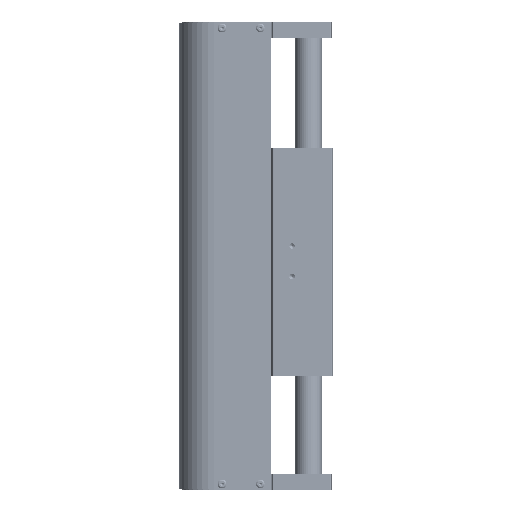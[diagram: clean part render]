
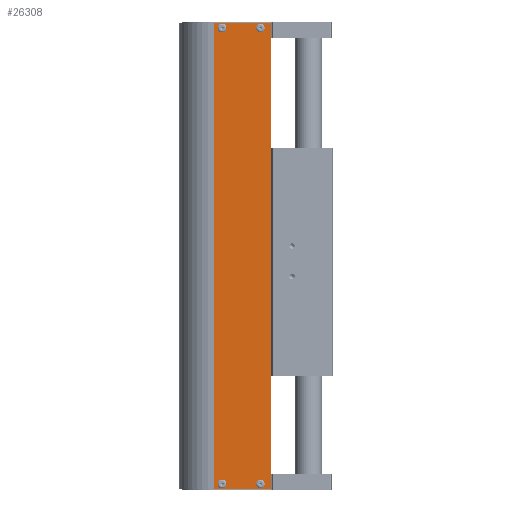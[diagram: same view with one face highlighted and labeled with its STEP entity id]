
A CAD part, left-side view. The second image highlights one B-rep face of the part: STEP entity #26308.
In plain terms, the highlighted face is planar.
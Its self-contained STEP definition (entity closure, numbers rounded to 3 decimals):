
#4831 = AXIS2_PLACEMENT_3D ( 'NONE', #140046, #166081, #42947 ) ;
#6454 = FACE_BOUND ( 'NONE', #176248, .T. ) ;
#8473 = ORIENTED_EDGE ( 'NONE', *, *, #78550, .F. ) ;
#9019 = CARTESIAN_POINT ( 'NONE',  ( 32., -51.5, 427. ) ) ;
#10355 = LINE ( 'NONE', #106219, #62943 ) ;
#16365 = VERTEX_POINT ( 'NONE', #48996 ) ;
#16553 = ORIENTED_EDGE ( 'NONE', *, *, #176408, .T. ) ;
#18340 = CIRCLE ( 'NONE', #32705, 2.4 ) ;
#22829 = DIRECTION ( 'NONE',  ( 0., 1., 0. ) ) ;
#24770 = AXIS2_PLACEMENT_3D ( 'NONE', #94367, #37797, #92584 ) ;
#25671 = EDGE_LOOP ( 'NONE', ( #143109 ) ) ;
#26308 = ADVANCED_FACE ( 'NONE', ( #108710, #30615, #73622, #6454, #58393 ), #99690, .F. ) ;
#30615 = FACE_BOUND ( 'NONE', #25671, .T. ) ;
#31738 = DIRECTION ( 'NONE',  ( -1., 0., 0. ) ) ;
#32045 = VERTEX_POINT ( 'NONE', #169487 ) ;
#32705 = AXIS2_PLACEMENT_3D ( 'NONE', #136577, #46457, #130069 ) ;
#36063 = CARTESIAN_POINT ( 'NONE',  ( 32., -42., 422. ) ) ;
#36205 = EDGE_LOOP ( 'NONE', ( #95137 ) ) ;
#37797 = DIRECTION ( 'NONE',  ( 1., 0., 0. ) ) ;
#38006 = DIRECTION ( 'NONE',  ( 0., 0., -1. ) ) ;
#40707 = LINE ( 'NONE', #85498, #150911 ) ;
#42947 = DIRECTION ( 'NONE',  ( 0., 0., -1. ) ) ;
#43968 = CARTESIAN_POINT ( 'NONE',  ( 32., -7., 2.6 ) ) ;
#46457 = DIRECTION ( 'NONE',  ( 1., 0., 0. ) ) ;
#47560 = CIRCLE ( 'NONE', #4831, 2.4 ) ;
#48996 = CARTESIAN_POINT ( 'NONE',  ( 32., -51.5, 0. ) ) ;
#52570 = ORIENTED_EDGE ( 'NONE', *, *, #130050, .F. ) ;
#53335 = CIRCLE ( 'NONE', #24770, 2.4 ) ;
#53417 = VECTOR ( 'NONE', #22829, 1000. ) ;
#58393 = FACE_BOUND ( 'NONE', #169871, .T. ) ;
#58927 = VERTEX_POINT ( 'NONE', #169824 ) ;
#60580 = VERTEX_POINT ( 'NONE', #95847 ) ;
#62174 = AXIS2_PLACEMENT_3D ( 'NONE', #36063, #93983, #81485 ) ;
#62551 = VERTEX_POINT ( 'NONE', #171294 ) ;
#62943 = VECTOR ( 'NONE', #38006, 1000. ) ;
#64536 = DIRECTION ( 'NONE',  ( 0., 0., -1. ) ) ;
#73622 = FACE_BOUND ( 'NONE', #36205, .T. ) ;
#77974 = VERTEX_POINT ( 'NONE', #158116 ) ;
#78550 = EDGE_CURVE ( 'NONE', #60580, #58927, #10355, .T. ) ;
#81485 = DIRECTION ( 'NONE',  ( 0., 0., -1. ) ) ;
#85498 = CARTESIAN_POINT ( 'NONE',  ( 32., -52., 0. ) ) ;
#86476 = EDGE_CURVE ( 'NONE', #77974, #77974, #18340, .T. ) ;
#91072 = LINE ( 'NONE', #145954, #53417 ) ;
#91435 = EDGE_LOOP ( 'NONE', ( #52570, #176954, #16553, #8473 ) ) ;
#92584 = DIRECTION ( 'NONE',  ( 0., 0., -1. ) ) ;
#93983 = DIRECTION ( 'NONE',  ( 1., 0., 0. ) ) ;
#94367 = CARTESIAN_POINT ( 'NONE',  ( 32., -42., 5. ) ) ;
#95137 = ORIENTED_EDGE ( 'NONE', *, *, #86476, .F. ) ;
#95847 = CARTESIAN_POINT ( 'NONE',  ( 32., 0., 427. ) ) ;
#99525 = VERTEX_POINT ( 'NONE', #108485 ) ;
#99690 = PLANE ( 'NONE',  #146580 ) ;
#106219 = CARTESIAN_POINT ( 'NONE',  ( 32., 0., 427. ) ) ;
#106903 = EDGE_CURVE ( 'NONE', #62551, #62551, #53335, .T. ) ;
#107538 = EDGE_CURVE ( 'NONE', #32045, #32045, #176926, .T. ) ;
#108485 = CARTESIAN_POINT ( 'NONE',  ( 32., -51.5, 427. ) ) ;
#108710 = FACE_OUTER_BOUND ( 'NONE', #91435, .T. ) ;
#120452 = VECTOR ( 'NONE', #64536, 1000. ) ;
#130050 = EDGE_CURVE ( 'NONE', #99525, #60580, #91072, .T. ) ;
#130069 = DIRECTION ( 'NONE',  ( 0., 0., -1. ) ) ;
#136577 = CARTESIAN_POINT ( 'NONE',  ( 32., -7., 422. ) ) ;
#140046 = CARTESIAN_POINT ( 'NONE',  ( 32., -7., 5. ) ) ;
#140199 = VERTEX_POINT ( 'NONE', #43968 ) ;
#140460 = DIRECTION ( 'NONE',  ( 0., 1., 0. ) ) ;
#141423 = DIRECTION ( 'NONE',  ( 0., -1., 0. ) ) ;
#143109 = ORIENTED_EDGE ( 'NONE', *, *, #107538, .F. ) ;
#144968 = CARTESIAN_POINT ( 'NONE',  ( 32., -52., 427. ) ) ;
#145954 = CARTESIAN_POINT ( 'NONE',  ( 32., -52., 427. ) ) ;
#146580 = AXIS2_PLACEMENT_3D ( 'NONE', #144968, #31738, #141423 ) ;
#150911 = VECTOR ( 'NONE', #140460, 1000. ) ;
#158116 = CARTESIAN_POINT ( 'NONE',  ( 32., -7., 419.6 ) ) ;
#158335 = ORIENTED_EDGE ( 'NONE', *, *, #167400, .F. ) ;
#159001 = LINE ( 'NONE', #9019, #120452 ) ;
#162279 = EDGE_CURVE ( 'NONE', #99525, #16365, #159001, .T. ) ;
#166081 = DIRECTION ( 'NONE',  ( 1., 0., 0. ) ) ;
#167400 = EDGE_CURVE ( 'NONE', #140199, #140199, #47560, .T. ) ;
#169487 = CARTESIAN_POINT ( 'NONE',  ( 32., -42., 419.6 ) ) ;
#169824 = CARTESIAN_POINT ( 'NONE',  ( 32., 0., 0. ) ) ;
#169871 = EDGE_LOOP ( 'NONE', ( #158335 ) ) ;
#171294 = CARTESIAN_POINT ( 'NONE',  ( 32., -42., 2.6 ) ) ;
#173454 = ORIENTED_EDGE ( 'NONE', *, *, #106903, .F. ) ;
#176248 = EDGE_LOOP ( 'NONE', ( #173454 ) ) ;
#176408 = EDGE_CURVE ( 'NONE', #16365, #58927, #40707, .T. ) ;
#176926 = CIRCLE ( 'NONE', #62174, 2.4 ) ;
#176954 = ORIENTED_EDGE ( 'NONE', *, *, #162279, .T. ) ;
